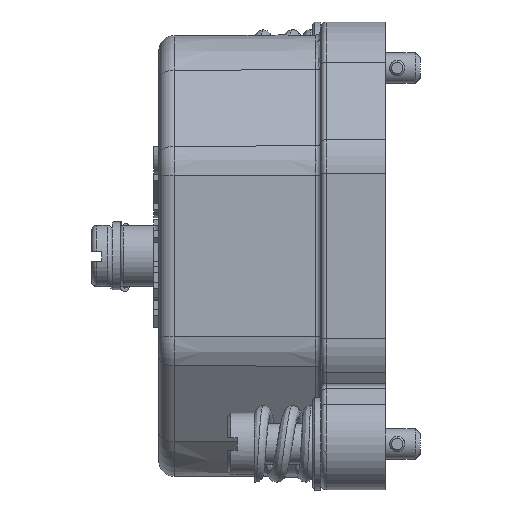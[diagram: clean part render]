
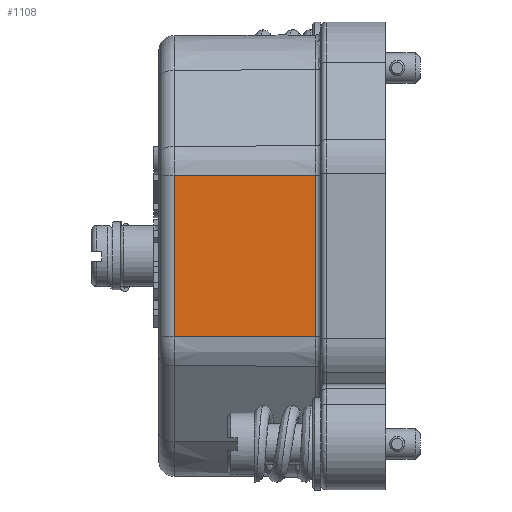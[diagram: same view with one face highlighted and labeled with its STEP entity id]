
A CAD part, front view. The second image highlights one B-rep face of the part: STEP entity #1108.
In plain terms, the highlighted planar face has unit normal (-0.005, -1, 0).
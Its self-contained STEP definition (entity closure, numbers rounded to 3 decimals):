
#1108=ADVANCED_FACE('NONE',(#1761),#1533,.T.);
#1533=PLANE('',#8270);
#1761=FACE_OUTER_BOUND('',#2242,.T.);
#2242=EDGE_LOOP('',(#4239,#4240,#4241,#4242));
#2725=LINE('',#13095,#3183);
#2741=LINE('',#13155,#3199);
#2742=LINE('',#13159,#3200);
#2743=LINE('',#13161,#3201);
#3183=VECTOR('',#9346,1.);
#3199=VECTOR('',#9410,1.);
#3200=VECTOR('',#9415,1.);
#3201=VECTOR('',#9416,1.);
#4239=ORIENTED_EDGE('',*,*,#7023,.T.);
#4240=ORIENTED_EDGE('',*,*,#7024,.T.);
#4241=ORIENTED_EDGE('',*,*,#7021,.F.);
#4242=ORIENTED_EDGE('',*,*,#6992,.F.);
#6133=VERTEX_POINT('',#13090);
#6134=VERTEX_POINT('',#13094);
#6151=VERTEX_POINT('',#13156);
#6152=VERTEX_POINT('',#13160);
#6992=EDGE_CURVE('NONE',#6134,#6133,#2725,.T.);
#7021=EDGE_CURVE('NONE',#6133,#6151,#2741,.T.);
#7023=EDGE_CURVE('NONE',#6134,#6152,#2742,.T.);
#7024=EDGE_CURVE('NONE',#6152,#6151,#2743,.T.);
#8270=AXIS2_PLACEMENT_3D('',#13162,#9417,#9418);
#9346=DIRECTION('',(0.,0.,1.));
#9410=DIRECTION('',(1.,-0.005,0.));
#9415=DIRECTION('',(1.,-0.005,0.));
#9416=DIRECTION('',(0.,0.,1.));
#9417=DIRECTION('',(-0.005,-1.,0.));
#9418=DIRECTION('',(-1.,0.005,0.));
#13090=CARTESIAN_POINT('',(-34.358,12.601,7.9));
#13094=CARTESIAN_POINT('',(-34.358,12.601,-7.9));
#13095=CARTESIAN_POINT('',(-34.358,12.601,-8.02));
#13155=CARTESIAN_POINT('',(498980.,-2600.256,7.9));
#13156=CARTESIAN_POINT('',(-20.497,12.528,7.9));
#13159=CARTESIAN_POINT('',(-20.,12.526,-7.9));
#13160=CARTESIAN_POINT('',(-20.497,12.528,-7.9));
#13161=CARTESIAN_POINT('',(-20.497,12.528,-8.838));
#13162=CARTESIAN_POINT('',(-20.,12.526,-8.838));
